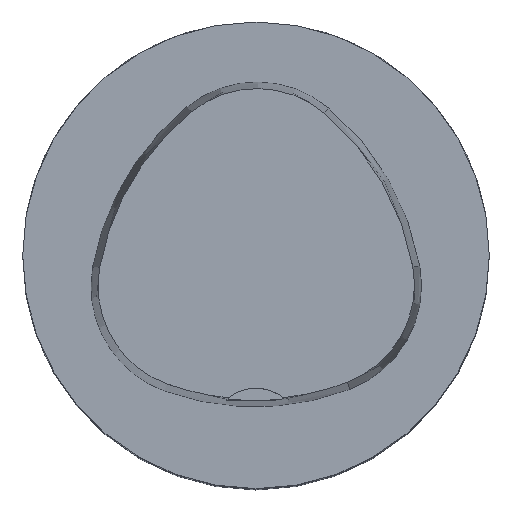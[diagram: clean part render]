
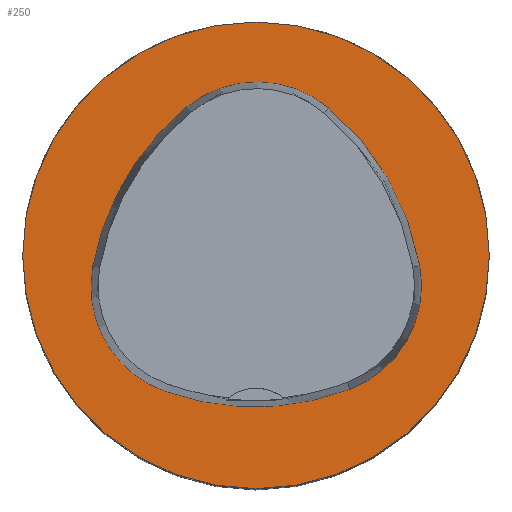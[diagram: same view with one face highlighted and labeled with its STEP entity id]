
A CAD part, top view. The second image highlights one B-rep face of the part: STEP entity #250.
In plain terms, the highlighted planar face has unit normal (0, 0, 1).
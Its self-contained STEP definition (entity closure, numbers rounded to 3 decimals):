
#185=PLANE('',#805);
#250=ADVANCED_FACE('',(#330,#331),#185,.T.);
#330=FACE_BOUND('',#392,.T.);
#331=FACE_BOUND('',#393,.T.);
#392=EDGE_LOOP('',(#509,#510,#511,#512,#513,#514));
#393=EDGE_LOOP('',(#515));
#509=ORIENTED_EDGE('',*,*,#677,.T.);
#510=ORIENTED_EDGE('',*,*,#657,.T.);
#511=ORIENTED_EDGE('',*,*,#661,.T.);
#512=ORIENTED_EDGE('',*,*,#664,.T.);
#513=ORIENTED_EDGE('',*,*,#667,.T.);
#514=ORIENTED_EDGE('',*,*,#675,.T.);
#515=ORIENTED_EDGE('',*,*,#647,.F.);
#590=VERTEX_POINT('',#1117);
#600=VERTEX_POINT('',#1144);
#601=VERTEX_POINT('',#1145);
#604=VERTEX_POINT('',#1153);
#606=VERTEX_POINT('',#1159);
#608=VERTEX_POINT('',#1165);
#615=VERTEX_POINT('',#1186);
#647=EDGE_CURVE('',#590,#590,#712,.T.);
#657=EDGE_CURVE('',#600,#601,#714,.T.);
#661=EDGE_CURVE('',#601,#604,#716,.T.);
#664=EDGE_CURVE('',#604,#606,#718,.T.);
#667=EDGE_CURVE('',#606,#608,#720,.T.);
#675=EDGE_CURVE('',#608,#615,#724,.T.);
#677=EDGE_CURVE('',#615,#600,#726,.T.);
#712=CIRCLE('',#775,31.5);
#714=CIRCLE('',#783,36.);
#716=CIRCLE('',#786,15.);
#718=CIRCLE('',#789,36.);
#720=CIRCLE('',#792,15.);
#724=CIRCLE('',#797,36.);
#726=CIRCLE('',#800,15.);
#775=AXIS2_PLACEMENT_3D('',#1116,#915,#916);
#783=AXIS2_PLACEMENT_3D('',#1143,#936,#937);
#786=AXIS2_PLACEMENT_3D('',#1152,#944,#945);
#789=AXIS2_PLACEMENT_3D('',#1158,#951,#952);
#792=AXIS2_PLACEMENT_3D('',#1164,#958,#959);
#797=AXIS2_PLACEMENT_3D('',#1187,#970,#971);
#800=AXIS2_PLACEMENT_3D('',#1190,#976,#977);
#805=AXIS2_PLACEMENT_3D('',#1195,#986,#987);
#915=DIRECTION('',(0.,0.,-1.));
#916=DIRECTION('',(-1.,0.,0.));
#936=DIRECTION('',(0.,0.,-1.));
#937=DIRECTION('',(-1.,0.,0.));
#944=DIRECTION('',(0.,0.,-1.));
#945=DIRECTION('',(-1.,0.,0.));
#951=DIRECTION('',(0.,0.,-1.));
#952=DIRECTION('',(-1.,0.,0.));
#958=DIRECTION('',(0.,0.,-1.));
#959=DIRECTION('',(-1.,0.,0.));
#970=DIRECTION('',(0.,0.,-1.));
#971=DIRECTION('',(-1.,0.,0.));
#976=DIRECTION('',(0.,0.,-1.));
#977=DIRECTION('',(-1.,0.,0.));
#986=DIRECTION('',(0.,0.,1.));
#987=DIRECTION('',(1.,0.,0.));
#1116=CARTESIAN_POINT('',(0.,0.,0.));
#1117=CARTESIAN_POINT('',(-31.5,0.,0.));
#1143=CARTESIAN_POINT('',(13.398,-7.893,0.));
#1144=CARTESIAN_POINT('',(-22.041,-1.562,0.));
#1145=CARTESIAN_POINT('',(-9.317,20.036,0.));
#1152=CARTESIAN_POINT('',(0.148,8.399,0.));
#1153=CARTESIAN_POINT('',(9.779,19.898,0.));
#1158=CARTESIAN_POINT('',(-13.337,-7.7,0.));
#1159=CARTESIAN_POINT('',(22.122,-1.48,0.));
#1164=CARTESIAN_POINT('',(7.347,-4.071,0.));
#1165=CARTESIAN_POINT('',(12.693,-18.087,0.));
#1186=CARTESIAN_POINT('',(-12.373,-18.307,0.));
#1187=CARTESIAN_POINT('',(-0.137,15.55,0.));
#1190=CARTESIAN_POINT('',(-7.275,-4.2,0.));
#1195=CARTESIAN_POINT('',(0.,0.,0.));
